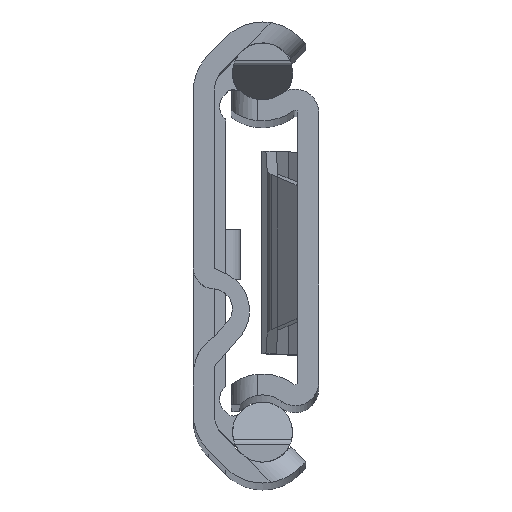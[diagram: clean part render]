
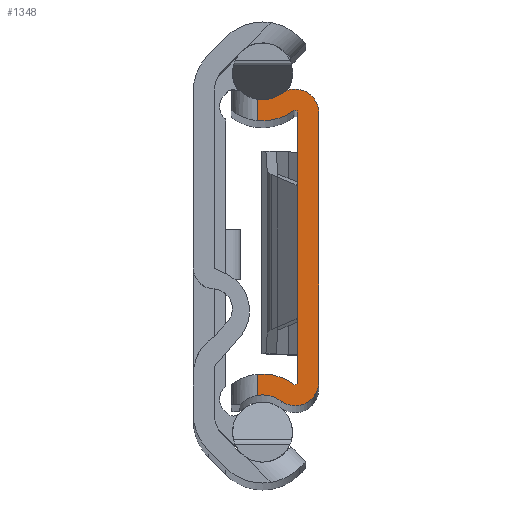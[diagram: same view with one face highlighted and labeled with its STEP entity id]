
A CAD part, top view. The second image highlights one B-rep face of the part: STEP entity #1348.
In plain terms, the highlighted planar face has unit normal (0, 0, 1).
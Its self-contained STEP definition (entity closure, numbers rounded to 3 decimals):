
#79 = DIRECTION ( 'NONE',  ( 1., 0., 0. ) ) ;
#234 = VERTEX_POINT ( 'NONE', #9569 ) ;
#307 = CIRCLE ( 'NONE', #8063, 3.98 ) ;
#685 = EDGE_LOOP ( 'NONE', ( #4095, #9101, #1320, #7051, #3289, #11575, #9971, #10533, #1044, #1875, #7671, #8052 ) ) ;
#880 = EDGE_CURVE ( 'NONE', #9619, #2373, #4249, .T. ) ;
#906 = CIRCLE ( 'NONE', #8039, 0.2 ) ;
#1017 = DIRECTION ( 'NONE',  ( 1., 0., 0. ) ) ;
#1036 = EDGE_CURVE ( 'NONE', #10195, #2884, #307, .T. ) ;
#1044 = ORIENTED_EDGE ( 'NONE', *, *, #1036, .T. ) ;
#1073 = CARTESIAN_POINT ( 'NONE',  ( -1.8, -10.32, 0. ) ) ;
#1303 = DIRECTION ( 'NONE',  ( 0., 0., -1. ) ) ;
#1320 = ORIENTED_EDGE ( 'NONE', *, *, #7524, .T. ) ;
#1348 = ADVANCED_FACE ( 'NONE', ( #2242 ), #11042, .T. ) ;
#1545 = DIRECTION ( 'NONE',  ( 0., 0., -1. ) ) ;
#1600 = AXIS2_PLACEMENT_3D ( 'NONE', #2323, #3213, #7111 ) ;
#1603 = DIRECTION ( 'NONE',  ( 0., -1., 0. ) ) ;
#1742 = DIRECTION ( 'NONE',  ( 1., 0., 0. ) ) ;
#1797 = EDGE_CURVE ( 'NONE', #2884, #11618, #9069, .T. ) ;
#1875 = ORIENTED_EDGE ( 'NONE', *, *, #1797, .T. ) ;
#1901 = DIRECTION ( 'NONE',  ( 0., 0., -1. ) ) ;
#1903 = CARTESIAN_POINT ( 'NONE',  ( -4.7, -9.71, 0. ) ) ;
#1906 = DIRECTION ( 'NONE',  ( 0., 0., 1. ) ) ;
#2059 = VERTEX_POINT ( 'NONE', #7149 ) ;
#2164 = CARTESIAN_POINT ( 'NONE',  ( -2.877, 11.763, 0. ) ) ;
#2197 = CARTESIAN_POINT ( 'NONE',  ( -1.92, 10.48, 0. ) ) ;
#2242 = FACE_OUTER_BOUND ( 'NONE', #685, .T. ) ;
#2252 = CARTESIAN_POINT ( 'NONE',  ( 0., 10.32, 0. ) ) ;
#2270 = AXIS2_PLACEMENT_3D ( 'NONE', #10039, #1303, #3273 ) ;
#2305 = CARTESIAN_POINT ( 'NONE',  ( -1.8, 10.32, 0. ) ) ;
#2323 = CARTESIAN_POINT ( 'NONE',  ( -4.3, -13.67, 0. ) ) ;
#2373 = VERTEX_POINT ( 'NONE', #1903 ) ;
#2497 = VERTEX_POINT ( 'NONE', #11769 ) ;
#2548 = VECTOR ( 'NONE', #11952, 1000. ) ;
#2562 = LINE ( 'NONE', #10331, #12566 ) ;
#2736 = AXIS2_PLACEMENT_3D ( 'NONE', #4784, #1906, #1017 ) ;
#2884 = VERTEX_POINT ( 'NONE', #2197 ) ;
#3053 = EDGE_CURVE ( 'NONE', #11618, #6203, #7183, .T. ) ;
#3213 = DIRECTION ( 'NONE',  ( 0., 0., 1. ) ) ;
#3273 = DIRECTION ( 'NONE',  ( 1., 0., 0. ) ) ;
#3289 = ORIENTED_EDGE ( 'NONE', *, *, #4544, .T. ) ;
#3485 = CIRCLE ( 'NONE', #2270, 2.38 ) ;
#3509 = DIRECTION ( 'NONE',  ( 1., 0., 0. ) ) ;
#3549 = AXIS2_PLACEMENT_3D ( 'NONE', #5592, #7649, #12478 ) ;
#3727 = CARTESIAN_POINT ( 'NONE',  ( -4.7, -11.324, 0. ) ) ;
#3833 = EDGE_CURVE ( 'NONE', #2059, #2497, #5176, .T. ) ;
#4050 = CIRCLE ( 'NONE', #3549, 1.8 ) ;
#4095 = ORIENTED_EDGE ( 'NONE', *, *, #880, .T. ) ;
#4126 = VERTEX_POINT ( 'NONE', #11371 ) ;
#4138 = VERTEX_POINT ( 'NONE', #3727 ) ;
#4249 = CIRCLE ( 'NONE', #1600, 3.98 ) ;
#4426 = EDGE_CURVE ( 'NONE', #9193, #234, #3485, .T. ) ;
#4506 = VECTOR ( 'NONE', #6142, 1000. ) ;
#4544 = EDGE_CURVE ( 'NONE', #2497, #4126, #10991, .T. ) ;
#4784 = CARTESIAN_POINT ( 'NONE',  ( -1.8, -10.32, 0. ) ) ;
#4838 = DIRECTION ( 'NONE',  ( 1., 0., 0. ) ) ;
#5176 = CIRCLE ( 'NONE', #2736, 1.8 ) ;
#5223 = EDGE_CURVE ( 'NONE', #2373, #4138, #2562, .T. ) ;
#5592 = CARTESIAN_POINT ( 'NONE',  ( -1.8, 10.32, 0. ) ) ;
#5622 = CARTESIAN_POINT ( 'NONE',  ( -4.3, 13.67, 0. ) ) ;
#5670 = CARTESIAN_POINT ( 'NONE',  ( -1.92, -10.48, 0. ) ) ;
#5693 = LINE ( 'NONE', #7811, #5761 ) ;
#5761 = VECTOR ( 'NONE', #10538, 1000. ) ;
#6142 = DIRECTION ( 'NONE',  ( 0., 1., 0. ) ) ;
#6191 = DIRECTION ( 'NONE',  ( 0., 0., 1. ) ) ;
#6203 = VERTEX_POINT ( 'NONE', #9176 ) ;
#6320 = CARTESIAN_POINT ( 'NONE',  ( -1.8, 10.32, 0. ) ) ;
#7051 = ORIENTED_EDGE ( 'NONE', *, *, #3833, .T. ) ;
#7111 = DIRECTION ( 'NONE',  ( 1., 0., 0. ) ) ;
#7149 = CARTESIAN_POINT ( 'NONE',  ( -2.877, -11.763, 0. ) ) ;
#7183 = LINE ( 'NONE', #8085, #2548 ) ;
#7430 = CARTESIAN_POINT ( 'NONE',  ( -4.7, 9.71, 0. ) ) ;
#7524 = EDGE_CURVE ( 'NONE', #4138, #2059, #7929, .T. ) ;
#7649 = DIRECTION ( 'NONE',  ( 0., 0., 1. ) ) ;
#7671 = ORIENTED_EDGE ( 'NONE', *, *, #3053, .T. ) ;
#7749 = EDGE_CURVE ( 'NONE', #4126, #9193, #4050, .T. ) ;
#7811 = CARTESIAN_POINT ( 'NONE',  ( -4.7, 10.32, 0. ) ) ;
#7845 = AXIS2_PLACEMENT_3D ( 'NONE', #6320, #1545, #3509 ) ;
#7929 = CIRCLE ( 'NONE', #12185, 2.38 ) ;
#7980 = EDGE_CURVE ( 'NONE', #6203, #9619, #906, .T. ) ;
#8039 = AXIS2_PLACEMENT_3D ( 'NONE', #1073, #1901, #4838 ) ;
#8052 = ORIENTED_EDGE ( 'NONE', *, *, #7980, .T. ) ;
#8063 = AXIS2_PLACEMENT_3D ( 'NONE', #5622, #10472, #1742 ) ;
#8085 = CARTESIAN_POINT ( 'NONE',  ( -1.6, 0., 0. ) ) ;
#8184 = DIRECTION ( 'NONE',  ( 1., 0., 0. ) ) ;
#8640 = CARTESIAN_POINT ( 'NONE',  ( -4.3, -13.67, 0. ) ) ;
#8830 = DIRECTION ( 'NONE',  ( 0., 0., -1. ) ) ;
#9069 = CIRCLE ( 'NONE', #7845, 0.2 ) ;
#9101 = ORIENTED_EDGE ( 'NONE', *, *, #5223, .T. ) ;
#9176 = CARTESIAN_POINT ( 'NONE',  ( -1.6, -10.32, 0. ) ) ;
#9193 = VERTEX_POINT ( 'NONE', #2164 ) ;
#9569 = CARTESIAN_POINT ( 'NONE',  ( -4.7, 11.324, 0. ) ) ;
#9619 = VERTEX_POINT ( 'NONE', #5670 ) ;
#9971 = ORIENTED_EDGE ( 'NONE', *, *, #4426, .T. ) ;
#10039 = CARTESIAN_POINT ( 'NONE',  ( -4.3, 13.67, 0. ) ) ;
#10195 = VERTEX_POINT ( 'NONE', #7430 ) ;
#10331 = CARTESIAN_POINT ( 'NONE',  ( -4.7, 10.32, 0. ) ) ;
#10371 = EDGE_CURVE ( 'NONE', #234, #10195, #5693, .T. ) ;
#10472 = DIRECTION ( 'NONE',  ( 0., 0., 1. ) ) ;
#10533 = ORIENTED_EDGE ( 'NONE', *, *, #10371, .T. ) ;
#10538 = DIRECTION ( 'NONE',  ( 0., -1., 0. ) ) ;
#10991 = LINE ( 'NONE', #2252, #4506 ) ;
#11008 = AXIS2_PLACEMENT_3D ( 'NONE', #2305, #6191, #8184 ) ;
#11042 = PLANE ( 'NONE',  #11008 ) ;
#11371 = CARTESIAN_POINT ( 'NONE',  ( 0., 10.32, 0. ) ) ;
#11575 = ORIENTED_EDGE ( 'NONE', *, *, #7749, .T. ) ;
#11618 = VERTEX_POINT ( 'NONE', #12247 ) ;
#11769 = CARTESIAN_POINT ( 'NONE',  ( 0., -10.32, 0. ) ) ;
#11952 = DIRECTION ( 'NONE',  ( 0., -1., 0. ) ) ;
#12185 = AXIS2_PLACEMENT_3D ( 'NONE', #8640, #8830, #79 ) ;
#12247 = CARTESIAN_POINT ( 'NONE',  ( -1.6, 10.32, 0. ) ) ;
#12478 = DIRECTION ( 'NONE',  ( 1., 0., 0. ) ) ;
#12566 = VECTOR ( 'NONE', #1603, 1000. ) ;
